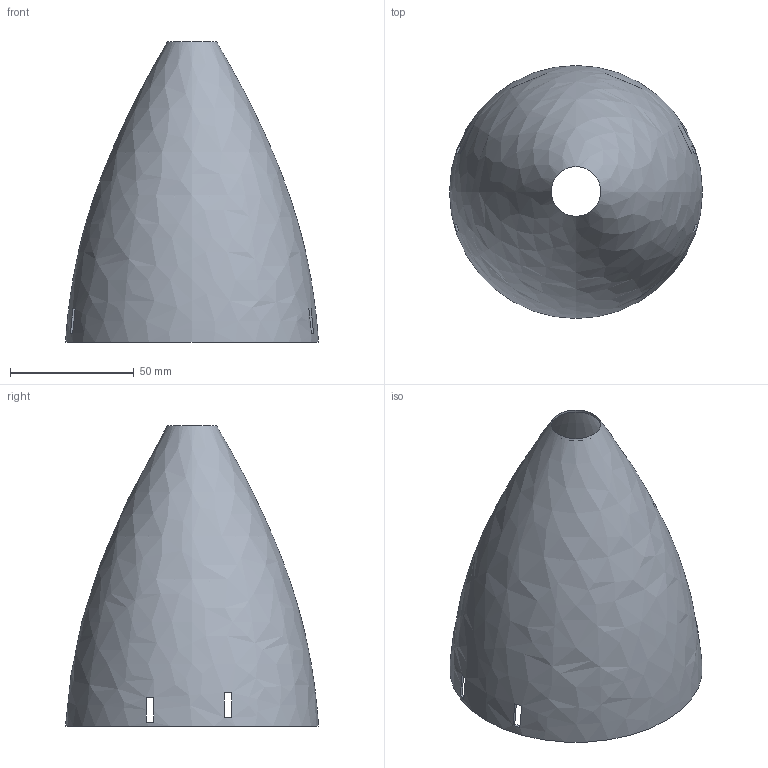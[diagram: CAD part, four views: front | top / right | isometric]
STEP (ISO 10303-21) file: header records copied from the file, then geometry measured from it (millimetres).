
FILE_DESCRIPTION(/* description */ (''),/* implementation_level */ '2;1');
FILE_NAME(/* name */ 'fish front body .step',/* time_stamp */ '2021-05-31T08:35:21+05:00',/* author */ (''),/* organization */ (''),/* preprocessor_version */ 'ST-DEVELOPER v18.1',/* originating_system */ 'Autodesk Translation Framework v10.9.0.1377',/* authorisation */ '');
FILE_SCHEMA (('AUTOMOTIVE_DESIGN { 1 0 10303 214 3 1 1 }'));
Length unit declared in the file: millimetre
Products named in the file (1): fish front body v2
Bounding box: 102 x 102 x 121 mm (x, y, z)
Volume: 19666.8 mm3; surface area: 56988.4 mm2
Topology: 1 solids, 1 shells, 20 faces, 91 edges, 72 vertices
Faces by surface type: plane 17, bspline 2, cylinder 1
Full cylindrical faces by diameter (mm): 20 x1
Entity records: 1354 total; most frequent: CARTESIAN_POINT 678, ORIENTED_EDGE 182, EDGE_CURVE 91, VERTEX_POINT 72, DIRECTION 67, B_SPLINE_CURVE_WITH_KNOTS 66, EDGE_LOOP 29, AXIS2_PLACEMENT_3D 25
